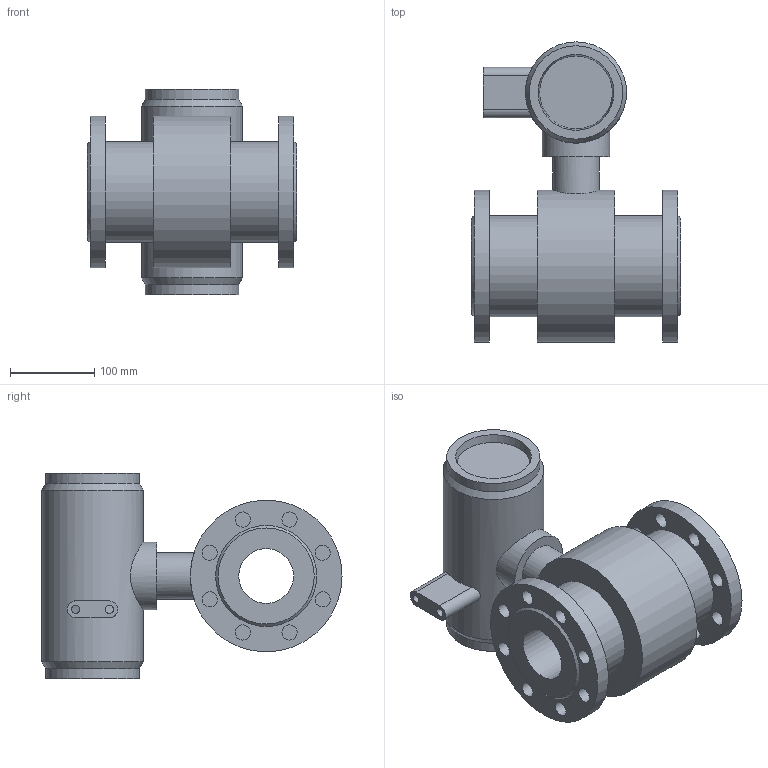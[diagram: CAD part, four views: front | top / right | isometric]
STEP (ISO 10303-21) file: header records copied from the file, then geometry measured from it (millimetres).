
FILE_DESCRIPTION(/* description */ (''),/* implementation_level */ '2;1');
FILE_NAME(/* name */ '_3D_FM200-DN65-口径DN65-一体式电磁流量计.stp',/* time_stamp */ '2023-07-14T15:57:55+08:00',/* author */ (''),/* organization */ (''),/* preprocessor_version */ 'ST-DEVELOPER v16.7',/* originating_system */ 'SIEMENS PLM Software NX 12.0',/* authorisation */ '');
FILE_SCHEMA (('AUTOMOTIVE_DESIGN { 1 0 10303 214 3 1 1 1 }'));
Length unit declared in the file: millimetre
Products named in the file (1): Mayn39C43E49reqc
Bounding box: 248 x 356 x 244 mm (x, y, z)
Volume: 6543986.8 mm3; surface area: 410723.1 mm2
Topology: 1 solids, 1 shells, 55 faces, 130 edges, 91 vertices
Faces by surface type: cylinder 33, plane 16, cone 6
Full cylindrical faces by diameter (mm): 10 x2, 18 x16, 55 x1, 65 x1, 80 x1, 110.762 x2, 120 x3, 180 x3
Entity records: 1530 total; most frequent: CARTESIAN_POINT 344, DIRECTION 250, ORIENTED_EDGE 156, EDGE_LOOP 138, FACE_BOUND 130, AXIS2_PLACEMENT_3D 122, EDGE_CURVE 78, VERTEX_POINT 74
